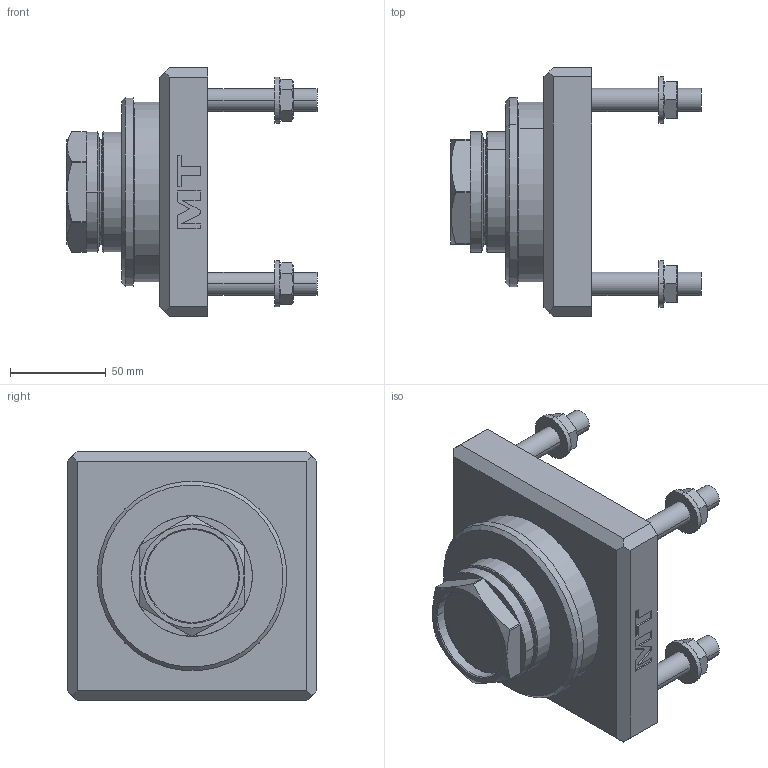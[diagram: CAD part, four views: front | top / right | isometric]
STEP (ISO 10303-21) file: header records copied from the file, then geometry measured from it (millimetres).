
FILE_DESCRIPTION((''),'2;1');
FILE_NAME('ATT_MTSK50_CONF','2024-12-10T11:16:30',('fpalella'),('M.T. srl'),'CREO PARAMETRIC BY PTC INC, 2023352','CREO PARAMETRIC BY PTC INC, 2023352','');
FILE_SCHEMA(('CONFIG_CONTROL_DESIGN'));
Length unit declared in the file: millimetre
Products named in the file (1): ATT_MTSK50_CONF
Bounding box: 130.5 x 130 x 130 mm (x, y, z)
Volume: 660945.7 mm3; surface area: 78115.4 mm2
Topology: 2 solids, 2 shells, 251 faces, 578 edges, 360 vertices
Faces by surface type: plane 123, cone 66, cylinder 50, torus 8, extrusion 4
Entity records: 7832 total; most frequent: CARTESIAN_POINT 2171, ORIENTED_EDGE 1156, DIRECTION 1154, EDGE_CURVE 578, AXIS2_PLACEMENT_3D 437, VERTEX_POINT 360, EDGE_LOOP 282, VECTOR 280
